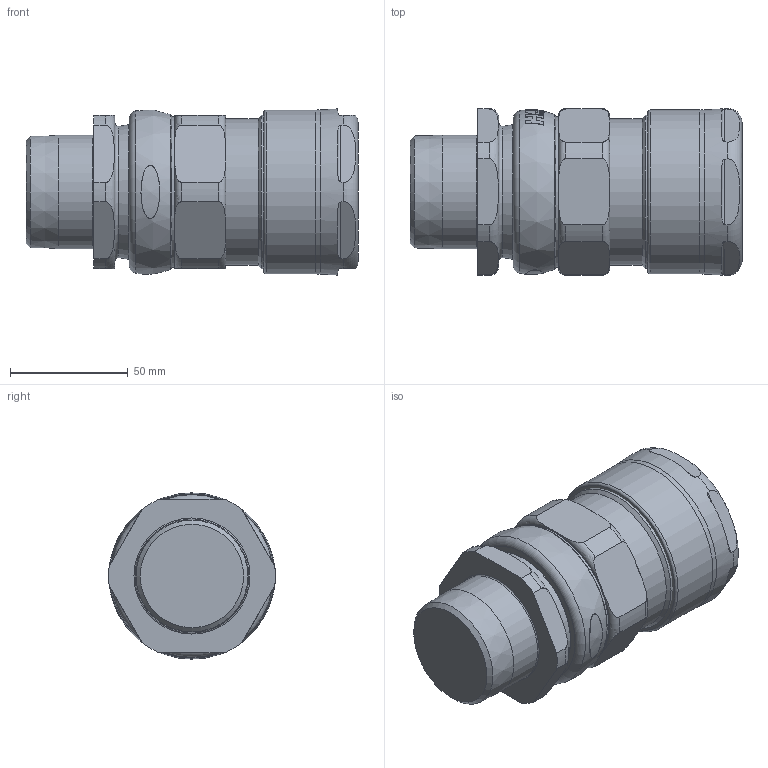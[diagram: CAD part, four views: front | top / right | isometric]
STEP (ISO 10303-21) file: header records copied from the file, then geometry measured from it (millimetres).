
FILE_DESCRIPTION(/* description */ (''),/* implementation_level */ '2;1');
FILE_NAME(/* name */ '453_UNIV_X D_1_1_2_NPT.stp',/* time_stamp */ '2021-05-19T16:47:47+05:00',/* author */ ('vinaykumark'),/* organization */ (''),/* preprocessor_version */ 'ST-DEVELOPER v18',/* originating_system */ 'Autodesk Inventor 2020',/* authorisation */ '');
FILE_SCHEMA (('AUTOMOTIVE_DESIGN { 1 0 10303 214 3 1 1 }'));
Length unit declared in the file: inch
Products named in the file (1): 453_UNIV_X D_1_1_2_NPT
Bounding box: 140.92 x 70.77 x 70.54 mm (x, y, z)
Surface area: 132474.5 mm2
Topology: 11 solids, 11 shells, 954 faces, 2650 edges, 1746 vertices
Faces by surface type: plane 352, cone 197, cylinder 191, torus 128, bspline 86
Full cylindrical faces by diameter (mm): 29 x1, 45.5 x1, 48.26 x1, 48.5 x2, 51.8 x1, 52.6 x1, 55.7 x1, 56.4 x1, 56.44 x1, 56.5 x1, 57.2 x3, 57.4 x1, 57.44 x1, 60.325 x1, 62.08 x1, 62.2 x1, 63.95 x1, 65 x2, 69.6 x1
Entity records: 36242 total; most frequent: CARTESIAN_POINT 12601, ORIENTED_EDGE 5300, DIRECTION 4358, EDGE_CURVE 2650, AXIS2_PLACEMENT_3D 1802, VERTEX_POINT 1746, EDGE_LOOP 986, FACE_OUTER_BOUND 954
